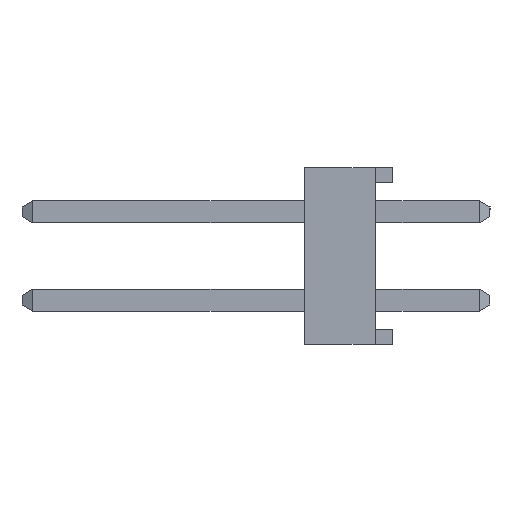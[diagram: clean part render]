
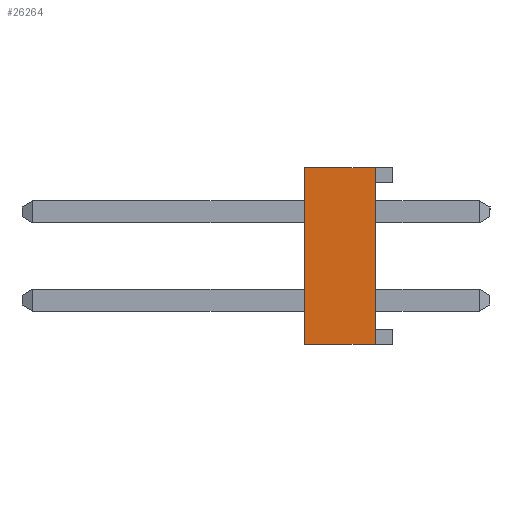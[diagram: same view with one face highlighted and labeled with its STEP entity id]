
A CAD part, left-side view. The second image highlights one B-rep face of the part: STEP entity #26264.
In plain terms, the highlighted planar face has unit normal (-1, 0, 0).
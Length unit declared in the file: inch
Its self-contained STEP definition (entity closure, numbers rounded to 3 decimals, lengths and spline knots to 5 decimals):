
#2523 = DIRECTION ( 'NONE',  ( 1., 0., 0. ) ) ;
#4690 = VERTEX_POINT ( 'NONE', #35293 ) ;
#5056 = ORIENTED_EDGE ( 'NONE', *, *, #34221, .F. ) ;
#5396 = CARTESIAN_POINT ( 'NONE',  ( -0.5, 0.02, -0.1 ) ) ;
#5994 = LINE ( 'NONE', #5396, #27572 ) ;
#7286 = VECTOR ( 'NONE', #13416, 39.37008 ) ;
#8322 = PLANE ( 'NONE',  #27090 ) ;
#9066 = DIRECTION ( 'NONE',  ( 0., -1., 0. ) ) ;
#10322 = VERTEX_POINT ( 'NONE', #10981 ) ;
#10981 = CARTESIAN_POINT ( 'NONE',  ( -0.5, 0.02, 0.1 ) ) ;
#11482 = DIRECTION ( 'NONE',  ( 0., 0., -1. ) ) ;
#12847 = LINE ( 'NONE', #19300, #29827 ) ;
#13416 = DIRECTION ( 'NONE',  ( 0., 0., 1. ) ) ;
#16950 = DIRECTION ( 'NONE',  ( 0., 0., -1. ) ) ;
#17543 = FACE_OUTER_BOUND ( 'NONE', #29003, .T. ) ;
#18913 = CARTESIAN_POINT ( 'NONE',  ( -0.5, 0.1, 0.1 ) ) ;
#19300 = CARTESIAN_POINT ( 'NONE',  ( -0.5, 0.1, -0.1 ) ) ;
#20889 = ORIENTED_EDGE ( 'NONE', *, *, #32114, .F. ) ;
#21182 = ORIENTED_EDGE ( 'NONE', *, *, #30420, .F. ) ;
#22010 = LINE ( 'NONE', #34159, #7286 ) ;
#24749 = DIRECTION ( 'NONE',  ( 0., 1., 0. ) ) ;
#26154 = CARTESIAN_POINT ( 'NONE',  ( -0.5, 0.02, -0.1 ) ) ;
#26264 = ADVANCED_FACE ( 'NONE', ( #17543 ), #8322, .F. ) ;
#27090 = AXIS2_PLACEMENT_3D ( 'NONE', #32388, #2523, #16950 ) ;
#27572 = VECTOR ( 'NONE', #11482, 39.37008 ) ;
#27851 = VERTEX_POINT ( 'NONE', #26154 ) ;
#27911 = VERTEX_POINT ( 'NONE', #18913 ) ;
#29003 = EDGE_LOOP ( 'NONE', ( #29582, #21182, #20889, #5056 ) ) ;
#29035 = EDGE_CURVE ( 'NONE', #27911, #10322, #36236, .T. ) ;
#29582 = ORIENTED_EDGE ( 'NONE', *, *, #29035, .F. ) ;
#29827 = VECTOR ( 'NONE', #24749, 39.37008 ) ;
#30420 = EDGE_CURVE ( 'NONE', #4690, #27911, #22010, .T. ) ;
#32114 = EDGE_CURVE ( 'NONE', #27851, #4690, #12847, .T. ) ;
#32388 = CARTESIAN_POINT ( 'NONE',  ( -0.5, 0.1, -0.1 ) ) ;
#33707 = CARTESIAN_POINT ( 'NONE',  ( -0.5, 0.1, 0.1 ) ) ;
#34159 = CARTESIAN_POINT ( 'NONE',  ( -0.5, 0.1, 0. ) ) ;
#34221 = EDGE_CURVE ( 'NONE', #10322, #27851, #5994, .T. ) ;
#35293 = CARTESIAN_POINT ( 'NONE',  ( -0.5, 0.1, -0.1 ) ) ;
#36236 = LINE ( 'NONE', #33707, #36691 ) ;
#36691 = VECTOR ( 'NONE', #9066, 39.37008 ) ;
